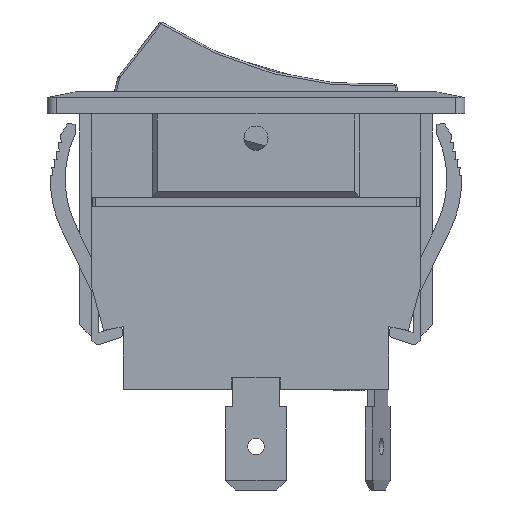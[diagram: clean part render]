
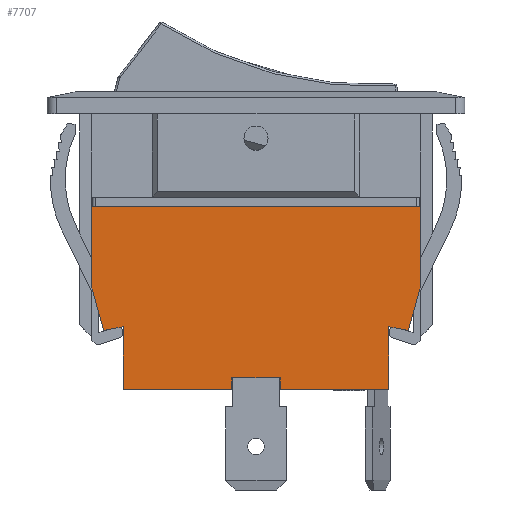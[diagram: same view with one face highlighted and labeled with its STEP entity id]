
A CAD part, front view. The second image highlights one B-rep face of the part: STEP entity #7707.
In plain terms, the highlighted planar face has unit normal (0, -1, 0).
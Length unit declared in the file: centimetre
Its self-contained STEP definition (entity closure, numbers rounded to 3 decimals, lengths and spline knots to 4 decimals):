
#327=PLANE('',#8231);
#722=FACE_OUTER_BOUND('',#1171,.T.);
#1171=EDGE_LOOP('',(#6456,#6457,#6458,#6459,#6460,#6461,#6462,#6463,#6464,
#6465,#6466,#6467,#6468,#6469));
#1866=LINE('',#12387,#2764);
#1880=LINE('',#12416,#2778);
#1888=LINE('',#12433,#2786);
#1925=LINE('',#12508,#2823);
#1928=LINE('',#12513,#2826);
#1944=LINE('',#12545,#2842);
#1948=LINE('',#12552,#2846);
#1949=LINE('',#12554,#2847);
#1972=LINE('',#12603,#2870);
#1988=LINE('',#12630,#2886);
#2010=LINE('',#12675,#2908);
#2011=LINE('',#12677,#2909);
#2013=LINE('',#12680,#2911);
#2015=LINE('',#12683,#2913);
#2764=VECTOR('',#9410,1.);
#2778=VECTOR('',#9428,1.);
#2786=VECTOR('',#9438,1.);
#2823=VECTOR('',#9499,1.);
#2826=VECTOR('',#9504,1.);
#2842=VECTOR('',#9526,1.);
#2846=VECTOR('',#9532,1.);
#2847=VECTOR('',#9535,1.);
#2870=VECTOR('',#9576,1.);
#2886=VECTOR('',#9592,1.);
#2908=VECTOR('',#9640,1.);
#2909=VECTOR('',#9643,1.);
#2911=VECTOR('',#9647,1.);
#2913=VECTOR('',#9651,1.);
#3654=VERTEX_POINT('',#12384);
#3655=VERTEX_POINT('',#12386);
#3667=VERTEX_POINT('',#12414);
#3668=VERTEX_POINT('',#12415);
#3675=VERTEX_POINT('',#12431);
#3676=VERTEX_POINT('',#12432);
#3702=VERTEX_POINT('',#12507);
#3703=VERTEX_POINT('',#12511);
#3715=VERTEX_POINT('',#12542);
#3716=VERTEX_POINT('',#12544);
#3717=VERTEX_POINT('',#12548);
#3718=VERTEX_POINT('',#12550);
#3735=VERTEX_POINT('',#12602);
#3746=VERTEX_POINT('',#12628);
#4568=EDGE_CURVE('',#3655,#3654,#1866,.T.);
#4582=EDGE_CURVE('',#3667,#3668,#1880,.T.);
#4590=EDGE_CURVE('',#3675,#3676,#1888,.T.);
#4627=EDGE_CURVE('',#3702,#3655,#1925,.T.);
#4630=EDGE_CURVE('',#3654,#3703,#1928,.T.);
#4646=EDGE_CURVE('',#3716,#3715,#1944,.T.);
#4650=EDGE_CURVE('',#3717,#3718,#1948,.T.);
#4651=EDGE_CURVE('',#3715,#3717,#1949,.T.);
#4674=EDGE_CURVE('',#3735,#3716,#1972,.T.);
#4690=EDGE_CURVE('',#3718,#3746,#1988,.T.);
#4712=EDGE_CURVE('',#3668,#3735,#2010,.T.);
#4713=EDGE_CURVE('',#3746,#3675,#2011,.T.);
#4715=EDGE_CURVE('',#3703,#3667,#2013,.T.);
#4717=EDGE_CURVE('',#3676,#3702,#2015,.T.);
#6456=ORIENTED_EDGE('',*,*,#4568,.T.);
#6457=ORIENTED_EDGE('',*,*,#4630,.T.);
#6458=ORIENTED_EDGE('',*,*,#4715,.T.);
#6459=ORIENTED_EDGE('',*,*,#4582,.T.);
#6460=ORIENTED_EDGE('',*,*,#4712,.T.);
#6461=ORIENTED_EDGE('',*,*,#4674,.T.);
#6462=ORIENTED_EDGE('',*,*,#4646,.T.);
#6463=ORIENTED_EDGE('',*,*,#4651,.T.);
#6464=ORIENTED_EDGE('',*,*,#4650,.T.);
#6465=ORIENTED_EDGE('',*,*,#4690,.T.);
#6466=ORIENTED_EDGE('',*,*,#4713,.T.);
#6467=ORIENTED_EDGE('',*,*,#4590,.T.);
#6468=ORIENTED_EDGE('',*,*,#4717,.T.);
#6469=ORIENTED_EDGE('',*,*,#4627,.T.);
#7707=ADVANCED_FACE('',(#722),#327,.T.);
#8231=AXIS2_PLACEMENT_3D('',#12682,#9649,#9650);
#9410=DIRECTION('',(-1.,0.,0.));
#9428=DIRECTION('',(0.981,0.,0.196));
#9438=DIRECTION('',(0.981,0.,-0.196));
#9499=DIRECTION('',(0.,0.,1.));
#9504=DIRECTION('',(0.,0.,-1.));
#9526=DIRECTION('',(0.,0.,1.));
#9532=DIRECTION('',(0.,0.,-1.));
#9535=DIRECTION('',(1.,0.,0.));
#9576=DIRECTION('',(1.,0.,0.));
#9592=DIRECTION('',(1.,0.,0.));
#9640=DIRECTION('',(0.,0.,-1.));
#9643=DIRECTION('',(0.,0.,1.));
#9647=DIRECTION('',(0.268,0.,-0.964));
#9649=DIRECTION('center_axis',(0.,-1.,0.));
#9650=DIRECTION('ref_axis',(0.,0.,1.));
#9651=DIRECTION('',(0.268,0.,0.964));
#12384=CARTESIAN_POINT('',(-1.7,-0.975,1.87));
#12386=CARTESIAN_POINT('',(1.7,-0.975,1.87));
#12387=CARTESIAN_POINT('',(2.1863,-0.975,1.87));
#12414=CARTESIAN_POINT('',(-1.575,-0.975,0.59));
#12415=CARTESIAN_POINT('',(-1.375,-0.975,0.63));
#12416=CARTESIAN_POINT('',(0.0466,-0.975,0.9143));
#12431=CARTESIAN_POINT('',(1.375,-0.975,0.63));
#12432=CARTESIAN_POINT('',(1.575,-0.975,0.59));
#12433=CARTESIAN_POINT('',(1.588,-0.975,0.5874));
#12507=CARTESIAN_POINT('',(1.7,-0.975,1.04));
#12508=CARTESIAN_POINT('',(1.7,-0.975,0.04));
#12511=CARTESIAN_POINT('',(-1.7,-0.975,1.04));
#12513=CARTESIAN_POINT('',(-1.7,-0.975,0.04));
#12542=CARTESIAN_POINT('',(-0.25,-0.975,0.1));
#12544=CARTESIAN_POINT('',(-0.25,-0.975,-0.02));
#12545=CARTESIAN_POINT('',(-0.25,-0.975,0.01));
#12548=CARTESIAN_POINT('',(0.25,-0.975,0.1));
#12550=CARTESIAN_POINT('',(0.25,-0.975,-0.02));
#12552=CARTESIAN_POINT('',(0.25,-0.975,0.01));
#12554=CARTESIAN_POINT('',(0.85,-0.975,0.1));
#12602=CARTESIAN_POINT('',(-1.375,-0.975,-0.02));
#12603=CARTESIAN_POINT('',(1.7,-0.975,-0.02));
#12628=CARTESIAN_POINT('',(1.375,-0.975,-0.02));
#12630=CARTESIAN_POINT('',(1.7,-0.975,-0.02));
#12675=CARTESIAN_POINT('',(-1.375,-0.975,0.01));
#12677=CARTESIAN_POINT('',(1.375,-0.975,0.01));
#12680=CARTESIAN_POINT('',(-1.3868,-0.975,-0.0876));
#12682=CARTESIAN_POINT('Origin',(1.7,-0.975,0.04));
#12683=CARTESIAN_POINT('',(1.5086,-0.975,0.3508));
